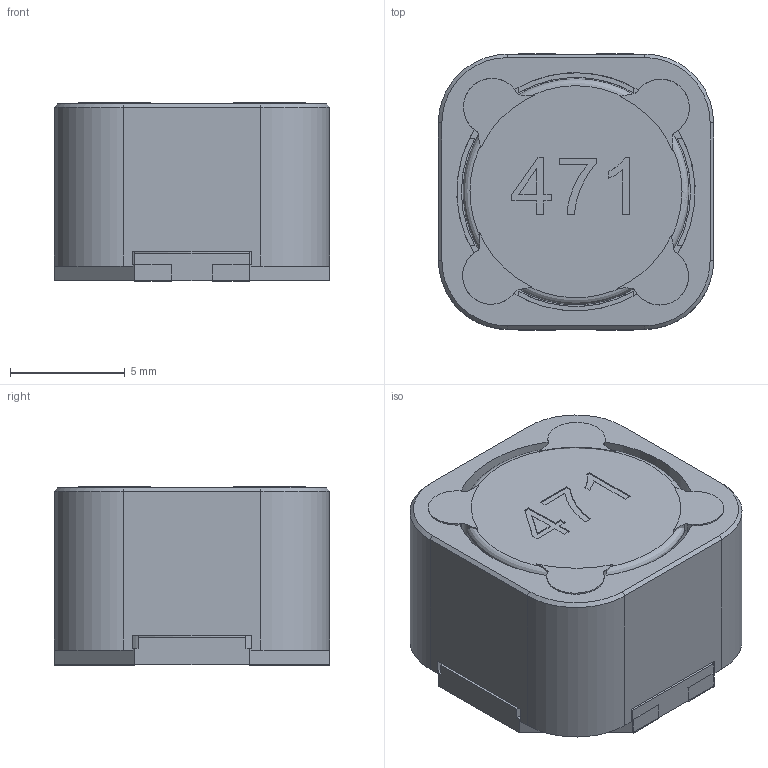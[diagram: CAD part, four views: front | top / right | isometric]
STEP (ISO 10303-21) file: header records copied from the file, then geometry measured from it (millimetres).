
FILE_DESCRIPTION( ('This file contains a STEP AP42 implementation' ,'as created by ZW3D STEP Interface translator.') ,'2;1' );
FILE_NAME( 'ASD1278471MFB.stp' ,'211214.19 111', (''), ('ZWCAD Software Co.'), 'Version 1.0', 'ZW3D to STEP translator', '' );
FILE_SCHEMA( ('CONFIG_CONTROL_DESIGN') );
Length unit declared in the file: millimetre
Products named in the file (1): 0
Bounding box: 12 x 12.04 x 7.8 mm (x, y, z)
Volume: 706.2 mm3; surface area: 1506.8 mm2
Topology: 11 solids, 11 shells, 179 faces, 443 edges, 291 vertices
Faces by surface type: bspline 179
Entity records: 5516 total; most frequent: CARTESIAN_POINT 2594, ORIENTED_EDGE 886, EDGE_CURVE 443, B_SPLINE_CURVE_WITH_KNOTS 363, VERTEX_POINT 291, EDGE_LOOP 186, FACE_OUTER_BOUND 179, ADVANCED_FACE 179
